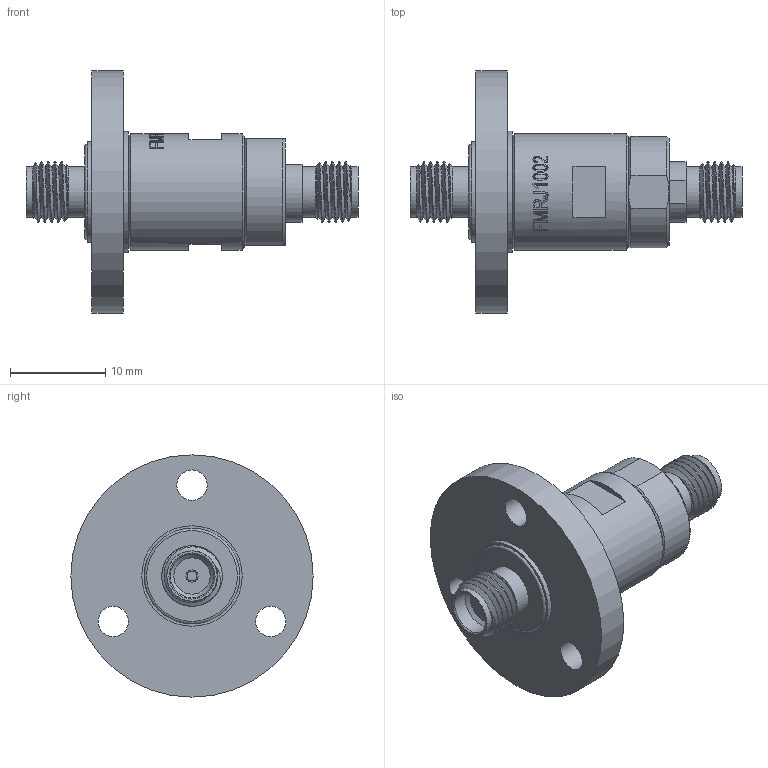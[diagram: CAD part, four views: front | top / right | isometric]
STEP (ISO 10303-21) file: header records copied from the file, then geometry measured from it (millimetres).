
FILE_DESCRIPTION (( 'STEP AP203' ), '1' );
FILE_NAME ('FMRJ1002_3D.step', '2022-06-01T17:41:58', ( '' ), ( '' ), 'SwSTEP 2.0', 'SolidWorks 2021', '' );
FILE_SCHEMA (( 'CONFIG_CONTROL_DESIGN' ));
Length unit declared in the file: inch
Products named in the file (1): FMRJ1002_3D
Bounding box: 34.8 x 25.4 x 25.4 mm (x, y, z)
Volume: 3859.6 mm3; surface area: 2452.3 mm2
Topology: 1 solids, 1 shells, 173 faces, 425 edges, 280 vertices
Faces by surface type: plane 66, bspline 57, cylinder 35, cone 14, torus 1
Full cylindrical faces by diameter (mm): 1.016 x2, 1.27 x2, 3.175 x3, 4.572 x2, 5.27 x2, 5.271 x2, 6.426 x1, 10.541 x1, 12.192 x1, 12.7 x1, 25.4 x1
Entity records: 11914 total; most frequent: CARTESIAN_POINT 8406, ORIENTED_EDGE 760, DIRECTION 529, EDGE_CURVE 380, VERTEX_POINT 266, EDGE_LOOP 236, AXIS2_PLACEMENT_3D 223, FACE_OUTER_BOUND 192
